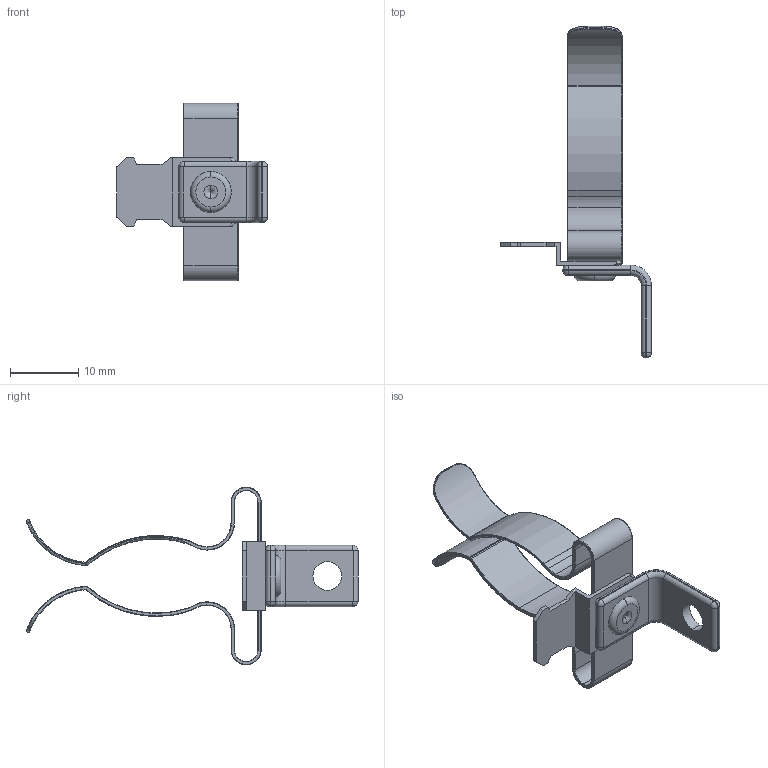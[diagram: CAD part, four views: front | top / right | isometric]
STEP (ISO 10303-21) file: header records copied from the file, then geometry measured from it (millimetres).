
FILE_DESCRIPTION (( 'STEP AP214' ), '1' );
FILE_NAME ('1022-807.STEP', '2024-03-20T11:27:22', ( '' ), ( '' ), 'SwSTEP 2.0', 'SolidWorks 2022', '' );
FILE_SCHEMA (( 'AUTOMOTIVE_DESIGN' ));
Length unit declared in the file: millimetre
Products named in the file (5): 3x1,5_2,5mm Blechstärke; 1010-017; 1022-807; 1022-052 .; 8010-040 90°
Assembly tree (4 placements, depth 2):
  1022-807
    1022-052 .
    3x1,5_2,5mm Blechstärke
    8010-040 90°
    1010-017
Bounding box: 22.11 x 48.69 x 26.02 mm (x, y, z)
Volume: 900.9 mm3; surface area: 2923.6 mm2
Topology: 4 solids, 4 shells, 329 faces, 806 edges, 491 vertices
Faces by surface type: plane 113, cylinder 98, bspline 97, torus 16, sphere 5
Entity records: 14452 total; most frequent: CARTESIAN_POINT 5484, ORIENTED_EDGE 1598, DIRECTION 1400, EDGE_CURVE 799, AXIS2_PLACEMENT_3D 495, VERTEX_POINT 491, VECTOR 410, LINE 410
